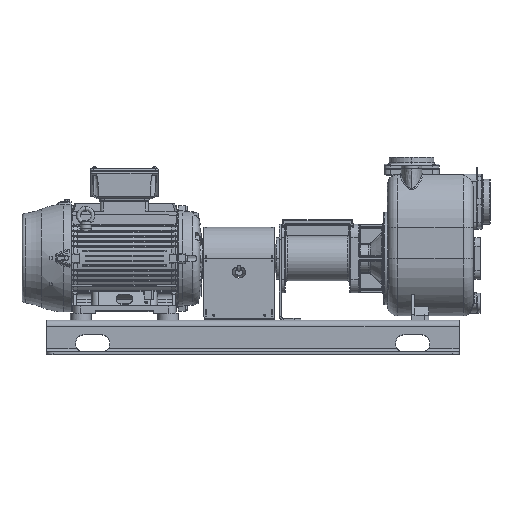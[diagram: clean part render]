
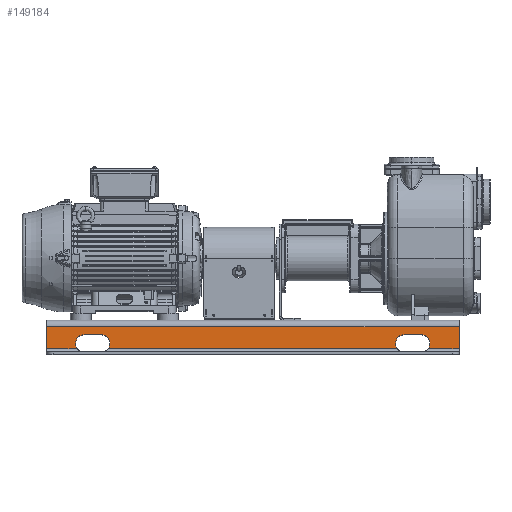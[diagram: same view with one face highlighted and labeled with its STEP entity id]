
A CAD part, top view. The second image highlights one B-rep face of the part: STEP entity #149184.
In plain terms, the highlighted planar face has unit normal (0, 0, 1).
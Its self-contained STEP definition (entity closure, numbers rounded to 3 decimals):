
#1696=DIRECTION('',(-1.,0.,0.));
#1697=VECTOR('',#1696,1200.);
#1698=CARTESIAN_POINT('',(103.5,-18.,185.));
#1699=LINE('',#1698,#1697);
#65127=DIRECTION('',(-1.,0.,0.));
#65128=VECTOR('',#65127,50.);
#65129=CARTESIAN_POINT('',(-6.5,-42.,185.));
#65130=LINE('',#65129,#65128);
#65131=CARTESIAN_POINT('',(-56.5,-67.,185.));
#65132=DIRECTION('',(0.,0.,-1.));
#65133=DIRECTION('',(-0.8,-0.6,0.));
#65134=AXIS2_PLACEMENT_3D('',#65131,#65132,#65133);
#65136=DIRECTION('',(-1.,0.,0.));
#65137=VECTOR('',#65136,840.);
#65138=CARTESIAN_POINT('',(-76.5,-82.,185.));
#65139=LINE('',#65138,#65137);
#65140=CARTESIAN_POINT('',(-936.5,-67.,185.));
#65141=DIRECTION('',(0.,0.,-1.));
#65142=DIRECTION('',(0.,1.,0.));
#65143=AXIS2_PLACEMENT_3D('',#65140,#65141,#65142);
#65145=DIRECTION('',(-1.,0.,0.));
#65146=VECTOR('',#65145,50.);
#65147=CARTESIAN_POINT('',(-936.5,-42.,185.));
#65148=LINE('',#65147,#65146);
#65149=CARTESIAN_POINT('',(-986.5,-67.,185.));
#65150=DIRECTION('',(0.,0.,-1.));
#65151=DIRECTION('',(-0.8,-0.6,0.));
#65152=AXIS2_PLACEMENT_3D('',#65149,#65150,#65151);
#65154=DIRECTION('',(-1.,0.,0.));
#65155=VECTOR('',#65154,90.);
#65156=CARTESIAN_POINT('',(-1006.5,-82.,185.));
#65157=LINE('',#65156,#65155);
#65158=DIRECTION('',(-1.,0.,0.));
#65159=VECTOR('',#65158,90.);
#65160=CARTESIAN_POINT('',(103.5,-82.,185.));
#65161=LINE('',#65160,#65159);
#65162=CARTESIAN_POINT('',(-6.5,-67.,185.));
#65163=DIRECTION('',(0.,0.,-1.));
#65164=DIRECTION('',(0.,1.,0.));
#65165=AXIS2_PLACEMENT_3D('',#65162,#65163,#65164);
#65221=CARTESIAN_POINT('',(-76.5,-82.,185.));
#65227=CARTESIAN_POINT('',(-916.5,-82.,185.));
#65369=CARTESIAN_POINT('',(13.5,-82.,185.));
#65602=DIRECTION('',(0.,1.,0.));
#65603=VECTOR('',#65602,64.);
#65604=CARTESIAN_POINT('',(103.5,-82.,185.));
#65605=LINE('',#65604,#65603);
#65710=CARTESIAN_POINT('',(-1006.5,-82.,185.));
#65931=DIRECTION('',(0.,1.,0.));
#65932=VECTOR('',#65931,64.);
#65933=CARTESIAN_POINT('',(-1096.5,-82.,185.));
#65934=LINE('',#65933,#65932);
#75290=CARTESIAN_POINT('',(103.5,-82.,185.));
#75292=VERTEX_POINT('',#75290);
#75293=CARTESIAN_POINT('',(103.5,-18.,185.));
#75294=VERTEX_POINT('',#75293);
#75306=CARTESIAN_POINT('',(-1096.5,-82.,185.));
#75308=VERTEX_POINT('',#75306);
#75309=CARTESIAN_POINT('',(-1096.5,-18.,185.));
#75310=VERTEX_POINT('',#75309);
#75430=VERTEX_POINT('',#65221);
#75433=VERTEX_POINT('',#65369);
#75435=VERTEX_POINT('',#65710);
#75438=VERTEX_POINT('',#65227);
#75439=CARTESIAN_POINT('',(-6.5,-42.,185.));
#75440=CARTESIAN_POINT('',(-56.5,-42.,185.));
#75441=VERTEX_POINT('',#75439);
#75442=VERTEX_POINT('',#75440);
#75443=CARTESIAN_POINT('',(-986.5,-42.,185.));
#75444=VERTEX_POINT('',#75443);
#75445=CARTESIAN_POINT('',(-936.5,-42.,185.));
#75446=VERTEX_POINT('',#75445);
#149155=CARTESIAN_POINT('',(103.5,-82.,185.));
#149156=DIRECTION('',(0.,0.,1.));
#149157=DIRECTION('',(0.,1.,0.));
#149158=AXIS2_PLACEMENT_3D('',#149155,#149156,#149157);
#149159=PLANE('',#149158);
#149160=ORIENTED_EDGE('',*,*,#149145,.T.);
#149162=ORIENTED_EDGE('',*,*,#149161,.F.);
#149164=ORIENTED_EDGE('',*,*,#149163,.T.);
#149166=ORIENTED_EDGE('',*,*,#149165,.F.);
#149168=ORIENTED_EDGE('',*,*,#149167,.T.);
#149170=ORIENTED_EDGE('',*,*,#149169,.F.);
#149172=ORIENTED_EDGE('',*,*,#149171,.T.);
#149174=ORIENTED_EDGE('',*,*,#149173,.T.);
#149175=ORIENTED_EDGE('',*,*,#78602,.F.);
#149177=ORIENTED_EDGE('',*,*,#149176,.F.);
#149179=ORIENTED_EDGE('',*,*,#149178,.T.);
#149181=ORIENTED_EDGE('',*,*,#149180,.F.);
#149182=EDGE_LOOP('',(#149160,#149162,#149164,#149166,#149168,#149170,#149172,
#149174,#149175,#149177,#149179,#149181));
#149183=FACE_OUTER_BOUND('',#149182,.F.);
#149184=ADVANCED_FACE('',(#149183),#149159,.T.);
#65135=CIRCLE('',#65134,25.);
#65144=CIRCLE('',#65143,25.);
#65153=CIRCLE('',#65152,25.);
#65166=CIRCLE('',#65165,25.);
#78602=EDGE_CURVE('',#75294,#75310,#1699,.T.);
#149145=EDGE_CURVE('',#75441,#75442,#65130,.T.);
#149161=EDGE_CURVE('',#75430,#75442,#65135,.T.);
#149163=EDGE_CURVE('',#75430,#75438,#65139,.T.);
#149165=EDGE_CURVE('',#75446,#75438,#65144,.T.);
#149167=EDGE_CURVE('',#75446,#75444,#65148,.T.);
#149169=EDGE_CURVE('',#75435,#75444,#65153,.T.);
#149171=EDGE_CURVE('',#75435,#75308,#65157,.T.);
#149173=EDGE_CURVE('',#75308,#75310,#65934,.T.);
#149176=EDGE_CURVE('',#75292,#75294,#65605,.T.);
#149178=EDGE_CURVE('',#75292,#75433,#65161,.T.);
#149180=EDGE_CURVE('',#75441,#75433,#65166,.T.);
